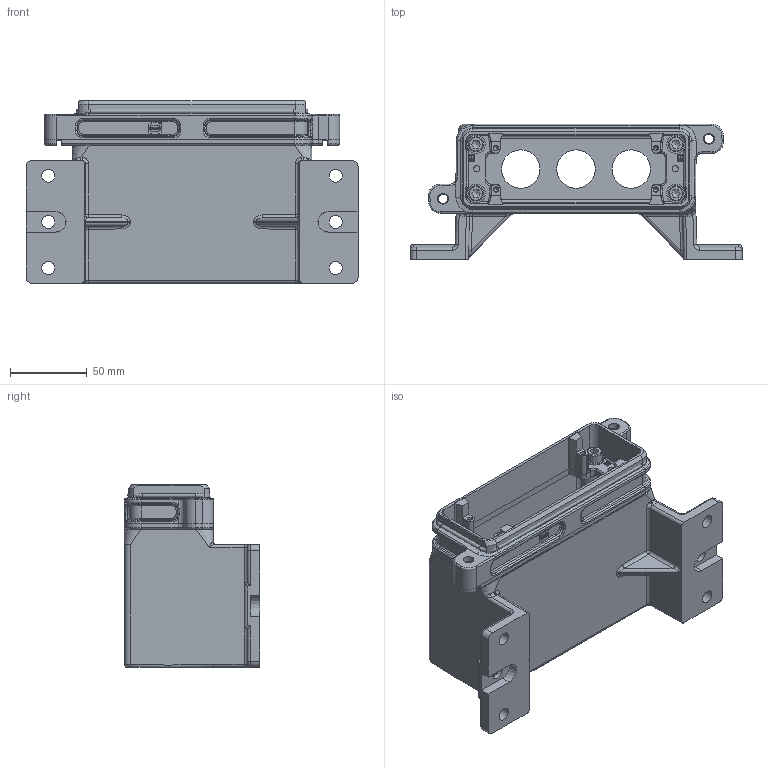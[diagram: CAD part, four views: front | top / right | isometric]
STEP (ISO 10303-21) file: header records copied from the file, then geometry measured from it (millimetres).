
FILE_DESCRIPTION(/* description */ (''),/* implementation_level */ '2;1');
FILE_NAME(/* name */ '100094926ugm000_d.stp',/* time_stamp */ '2017-11-06T07:12:47+01:00',/* author */ (''),/* organization */ (''),/* preprocessor_version */ 'ST-DEVELOPER v16',/* originating_system */ 'SIEMENS PLM Software NX 10.0',/* authorisation */ '');
FILE_SCHEMA (('AUTOMOTIVE_DESIGN { 1 0 10303 214 3 1 1 1 }'));
Length unit declared in the file: millimetre
Products named in the file (1): 100094926ugm000_d
Bounding box: 216 x 88 x 118.9 mm (x, y, z)
Volume: 468735.8 mm3; surface area: 152525.2 mm2
Topology: 13 solids, 13 shells, 1053 faces, 2629 edges, 1626 vertices
Faces by surface type: plane 503, cylinder 268, bspline 114, cone 112, torus 48, sphere 8
Full cylindrical faces by diameter (mm): 2.8 x4, 3 x4, 3.355 x2, 3.599 x2, 4 x2, 5 x4, 6 x6, 6.4 x4, 6.5 x4, 7.1 x2, 8.5 x6, 10 x4, 12 x4, 25 x3
Entity records: 46802 total; most frequent: CARTESIAN_POINT 15242, ORIENTED_EDGE 4948, DIRECTION 4894, EDGE_CURVE 2474, AXIS2_PLACEMENT_3D 1721, VERTEX_POINT 1593, LINE 1452, VECTOR 1452
